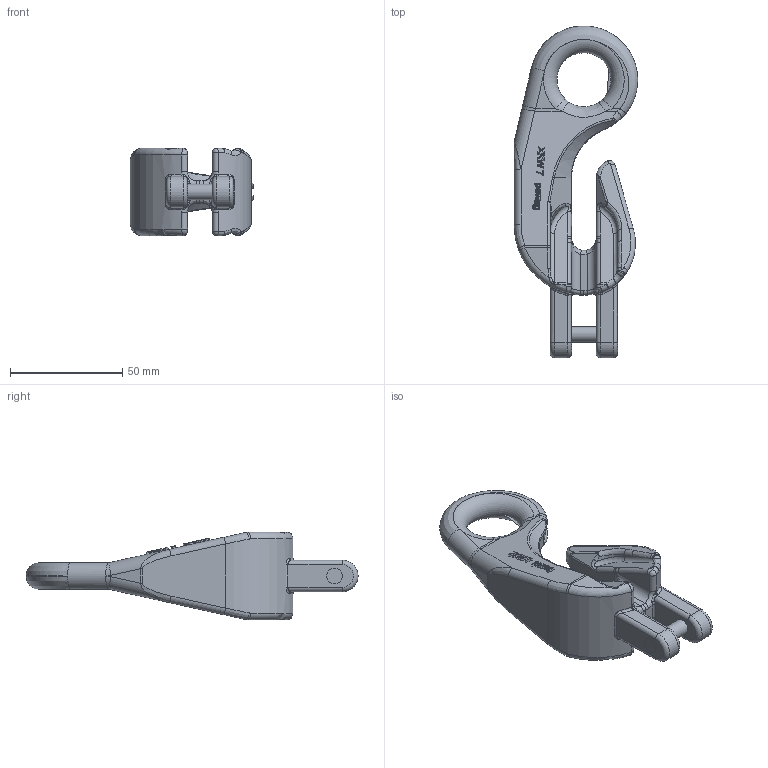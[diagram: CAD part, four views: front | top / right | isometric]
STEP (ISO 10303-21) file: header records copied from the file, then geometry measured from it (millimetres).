
FILE_DESCRIPTION(/* description */ (''),/* implementation_level */ '2;1');
FILE_NAME(/* name */ 'pewag_XKW_7',/* time_stamp */ '2010-02-01T09:52:09+01:00',/* author */ (''),/* organization */ (''),/* preprocessor_version */ 'ST-DEVELOPER v9',/* originating_system */ 'UGS - NX 4.0',/* authorisation */ '');
FILE_SCHEMA (('AUTOMOTIVE_DESIGN { 1 0 10303 214 1 1 1 1 }'));
Length unit declared in the file: millimetre
Products named in the file (1): ritFF9F5ext
Bounding box: 55 x 147.99 x 39 mm (x, y, z)
Volume: 87705.9 mm3; surface area: 20556.9 mm2
Topology: 2 solids, 2 shells, 462 faces, 1149 edges, 692 vertices
Faces by surface type: plane 130, bspline 116, cylinder 95, extrusion 76, torus 29, sphere 12, cone 4
Full cylindrical faces by diameter (mm): 7 x3
Entity records: 16931 total; most frequent: CARTESIAN_POINT 7141, ORIENTED_EDGE 2272, DIRECTION 1656, EDGE_CURVE 1136, VERTEX_POINT 692, AXIS2_PLACEMENT_3D 633, B_SPLINE_CURVE_WITH_KNOTS 525, EDGE_LOOP 482
